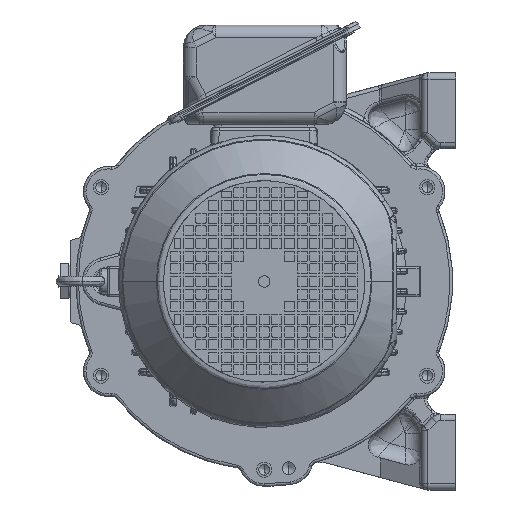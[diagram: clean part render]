
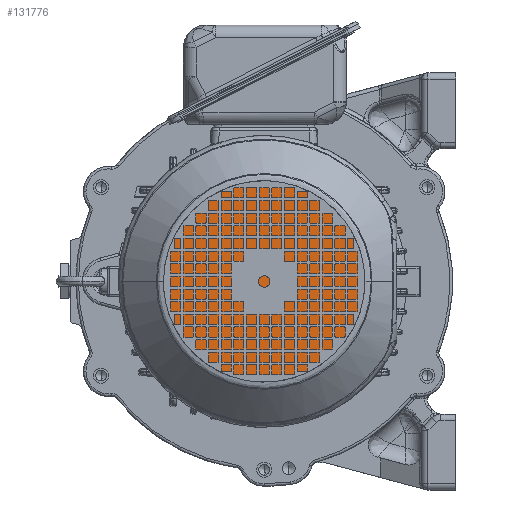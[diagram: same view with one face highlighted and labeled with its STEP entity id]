
A CAD part, left-side view. The second image highlights one B-rep face of the part: STEP entity #131776.
In plain terms, the highlighted planar face has unit normal (-1, 0, 0).
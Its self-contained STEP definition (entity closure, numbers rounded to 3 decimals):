
#5112 = DIRECTION ( 'NONE',  ( 0., -1., 0. ) ) ;
#12955 = AXIS2_PLACEMENT_3D ( 'NONE', #162456, #215138, #55056 ) ;
#26063 = PLANE ( 'NONE',  #42272 ) ;
#42272 = AXIS2_PLACEMENT_3D ( 'NONE', #221144, #165000, #5112 ) ;
#50749 = EDGE_LOOP ( 'NONE', ( #206377, #149019 ) ) ;
#53377 = VERTEX_POINT ( 'NONE', #110888 ) ;
#55056 = DIRECTION ( 'NONE',  ( 0., 1., 0. ) ) ;
#55145 = AXIS2_PLACEMENT_3D ( 'NONE', #126258, #108671, #216183 ) ;
#83833 = CIRCLE ( 'NONE', #12955, 97.5 ) ;
#95012 = FACE_OUTER_BOUND ( 'NONE', #50749, .T. ) ;
#108671 = DIRECTION ( 'NONE',  ( -1., 0., 0. ) ) ;
#110888 = CARTESIAN_POINT ( 'NONE',  ( -243., 49.04, 0. ) ) ;
#126258 = CARTESIAN_POINT ( 'NONE',  ( -243., -48.46, 0. ) ) ;
#131776 = ADVANCED_FACE ( 'NONE', ( #95012 ), #26063, .T. ) ;
#132541 = EDGE_CURVE ( 'NONE', #204006, #53377, #83833, .T. ) ;
#149019 = ORIENTED_EDGE ( 'NONE', *, *, #132541, .T. ) ;
#162456 = CARTESIAN_POINT ( 'NONE',  ( -243., -48.46, 0. ) ) ;
#165000 = DIRECTION ( 'NONE',  ( -1., 0., 0. ) ) ;
#185099 = EDGE_CURVE ( 'NONE', #53377, #204006, #230654, .T. ) ;
#204006 = VERTEX_POINT ( 'NONE', #228154 ) ;
#206377 = ORIENTED_EDGE ( 'NONE', *, *, #185099, .T. ) ;
#215138 = DIRECTION ( 'NONE',  ( -1., 0., 0. ) ) ;
#216183 = DIRECTION ( 'NONE',  ( 0., 1., 0. ) ) ;
#221144 = CARTESIAN_POINT ( 'NONE',  ( -243., 50.54, 0. ) ) ;
#228154 = CARTESIAN_POINT ( 'NONE',  ( -243., -145.96, 0. ) ) ;
#230654 = CIRCLE ( 'NONE', #55145, 97.5 ) ;
